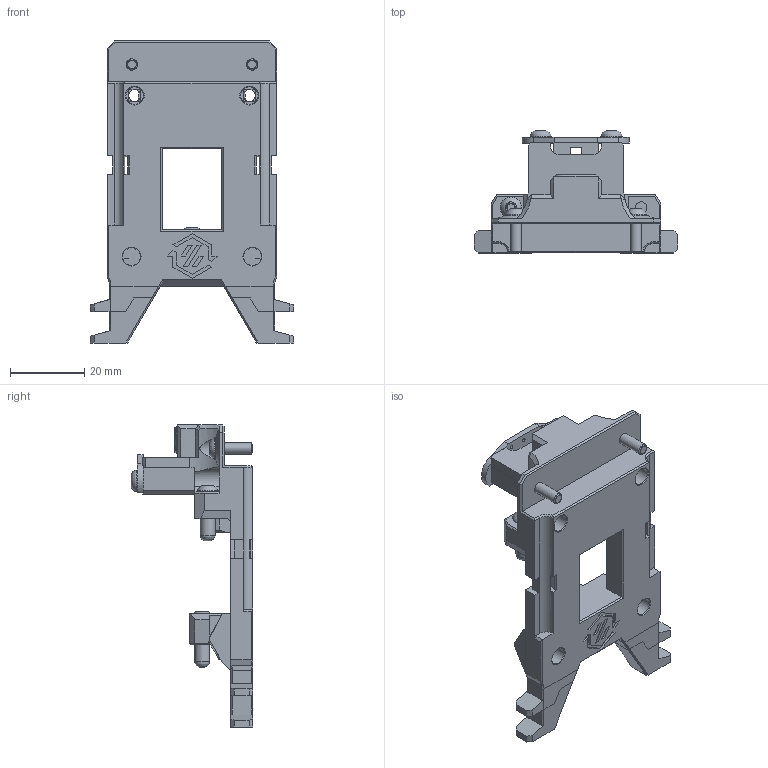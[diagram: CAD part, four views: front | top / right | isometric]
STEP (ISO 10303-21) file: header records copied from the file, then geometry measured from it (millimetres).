
FILE_DESCRIPTION(/* description */ (''),/* implementation_level */ '2;1');
FILE_NAME(/* name */ 'XOL.step',/* time_stamp */ '2024-09-05T09:46:52+01:00',/* author */ (''),/* organization */ (''),/* preprocessor_version */ 'ST-DEVELOPER v20',/* originating_system */ 'Autodesk Translation Framework v13.14.0.145',/* authorisation */ '');
FILE_SCHEMA (('AUTOMOTIVE_DESIGN { 1 0 10303 214 3 1 1 }'));
Length unit declared in the file: millimetre
Products named in the file (11): Xol SC V1.1R2; Hardware (2); Tap_Sensor; Board; Sensor; M3x6 BHCS (2); M3x6 FHCS (7) (1); M3x6 FHCS (7) (1) (1); Pins 4x12 Rounded; Backplate; M3x10 BHCS
Assembly tree (16 placements, depth 4):
  Xol SC V1.1R2
    Hardware (2)
      Pins 4x12 Rounded  x3
      Tap_Sensor
        Board
        Sensor
        M3x6 BHCS (2)  x2
      M3x6 FHCS (7) (1)
      M3x6 FHCS (7) (1) (1)
    Backplate
    M3x10 BHCS  x4
Bounding box: 54.63 x 32.73 x 81.23 mm (x, y, z)
Volume: 28275.3 mm3; surface area: 16247.2 mm2
Topology: 18 solids, 20 shells, 700 faces, 1745 edges, 1113 vertices
Faces by surface type: plane 539, cylinder 79, cone 63, bspline 13, sphere 4, torus 2
Full cylindrical faces by diameter (mm): 0.87 x5, 1 x3, 2.8 x4, 3 x8, 3.1 x5, 3.2 x4, 4 x3, 4.7 x7, 5.54 x2, 5.7 x6, 6 x1
Entity records: 19214 total; most frequent: CARTESIAN_POINT 3758, ORIENTED_EDGE 3170, DIRECTION 3005, EDGE_CURVE 1585, LINE 1309, VECTOR 1309, VERTEX_POINT 1023, AXIS2_PLACEMENT_3D 848
